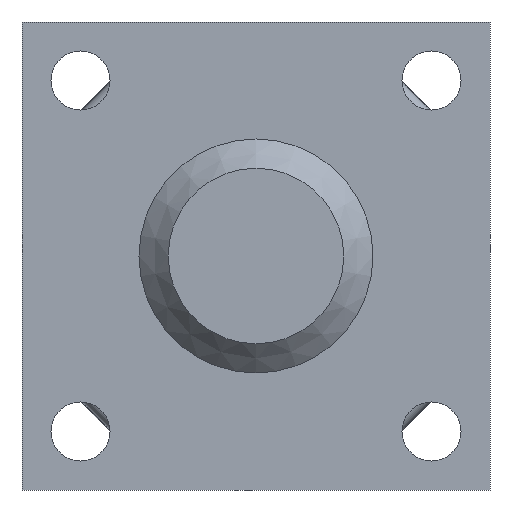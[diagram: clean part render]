
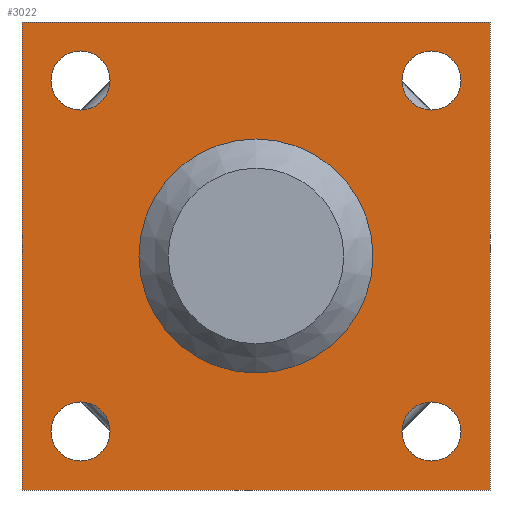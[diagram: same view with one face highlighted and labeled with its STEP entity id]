
A CAD part, left-side view. The second image highlights one B-rep face of the part: STEP entity #3022.
In plain terms, the highlighted planar face has unit normal (-1, 0, 0).
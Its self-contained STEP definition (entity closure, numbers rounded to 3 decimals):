
#42=FACE_BOUND('',#325,.T.);
#43=FACE_BOUND('',#326,.T.);
#44=FACE_BOUND('',#327,.T.);
#45=FACE_BOUND('',#328,.T.);
#46=FACE_BOUND('',#329,.T.);
#66=PLANE('',#3225);
#153=FACE_OUTER_BOUND('',#324,.T.);
#324=EDGE_LOOP('',(#1909,#1910,#1911,#1912));
#325=EDGE_LOOP('',(#1913));
#326=EDGE_LOOP('',(#1914));
#327=EDGE_LOOP('',(#1915));
#328=EDGE_LOOP('',(#1916));
#329=EDGE_LOOP('',(#1917));
#509=LINE('',#4782,#671);
#512=LINE('',#4787,#674);
#514=LINE('',#4791,#676);
#515=LINE('',#4793,#677);
#671=VECTOR('',#3712,10.);
#674=VECTOR('',#3717,10.);
#676=VECTOR('',#3721,10.);
#677=VECTOR('',#3724,10.);
#825=CIRCLE('',#3201,20.);
#836=CIRCLE('',#3214,5.053);
#837=CIRCLE('',#3216,5.053);
#838=CIRCLE('',#3218,5.053);
#839=CIRCLE('',#3220,5.053);
#1114=VERTEX_POINT('',#4730);
#1129=VERTEX_POINT('',#4763);
#1130=VERTEX_POINT('',#4767);
#1131=VERTEX_POINT('',#4771);
#1132=VERTEX_POINT('',#4775);
#1133=VERTEX_POINT('',#4779);
#1134=VERTEX_POINT('',#4781);
#1135=VERTEX_POINT('',#4785);
#1136=VERTEX_POINT('',#4789);
#1394=EDGE_CURVE('',#1114,#1114,#825,.T.);
#1410=EDGE_CURVE('',#1129,#1129,#836,.T.);
#1412=EDGE_CURVE('',#1130,#1130,#837,.T.);
#1414=EDGE_CURVE('',#1131,#1131,#838,.T.);
#1416=EDGE_CURVE('',#1132,#1132,#839,.T.);
#1418=EDGE_CURVE('',#1133,#1134,#509,.T.);
#1421=EDGE_CURVE('',#1135,#1133,#512,.T.);
#1423=EDGE_CURVE('',#1136,#1135,#514,.T.);
#1424=EDGE_CURVE('',#1134,#1136,#515,.T.);
#1909=ORIENTED_EDGE('',*,*,#1424,.F.);
#1910=ORIENTED_EDGE('',*,*,#1418,.F.);
#1911=ORIENTED_EDGE('',*,*,#1421,.F.);
#1912=ORIENTED_EDGE('',*,*,#1423,.F.);
#1913=ORIENTED_EDGE('',*,*,#1394,.T.);
#1914=ORIENTED_EDGE('',*,*,#1410,.T.);
#1915=ORIENTED_EDGE('',*,*,#1412,.T.);
#1916=ORIENTED_EDGE('',*,*,#1414,.T.);
#1917=ORIENTED_EDGE('',*,*,#1416,.T.);
#3022=ADVANCED_FACE('',(#153,#42,#43,#44,#45,#46),#66,.F.);
#3201=AXIS2_PLACEMENT_3D('',#4732,#3661,#3662);
#3214=AXIS2_PLACEMENT_3D('',#4765,#3692,#3693);
#3216=AXIS2_PLACEMENT_3D('',#4769,#3697,#3698);
#3218=AXIS2_PLACEMENT_3D('',#4773,#3702,#3703);
#3220=AXIS2_PLACEMENT_3D('',#4777,#3707,#3708);
#3225=AXIS2_PLACEMENT_3D('',#4794,#3725,#3726);
#3661=DIRECTION('center_axis',(1.,0.,0.));
#3662=DIRECTION('ref_axis',(0.,0.,
-1.));
#3692=DIRECTION('center_axis',(1.,0.,0.));
#3693=DIRECTION('ref_axis',(0.,0.,
1.));
#3697=DIRECTION('center_axis',(1.,0.,0.));
#3698=DIRECTION('ref_axis',(0.,0.,
1.));
#3702=DIRECTION('center_axis',(1.,0.,0.));
#3703=DIRECTION('ref_axis',(0.,0.,
1.));
#3707=DIRECTION('center_axis',(1.,0.,0.));
#3708=DIRECTION('ref_axis',(0.,0.,
1.));
#3712=DIRECTION('',(0.,1.,0.));
#3717=DIRECTION('',(0.,0.,-1.));
#3721=DIRECTION('',(0.,-1.,0.));
#3724=DIRECTION('',(0.,0.,1.));
#3725=DIRECTION('center_axis',(1.,0.,0.));
#3726=DIRECTION('ref_axis',(0.,0.,
1.));
#4730=CARTESIAN_POINT('',(-3.7,0.,20.));
#4732=CARTESIAN_POINT('Origin',(-3.7,0.,0.));
#4763=CARTESIAN_POINT('',(-3.7,30.,-35.053));
#4765=CARTESIAN_POINT('Origin',(-3.7,30.,-30.));
#4767=CARTESIAN_POINT('',(-3.7,30.,24.947));
#4769=CARTESIAN_POINT('Origin',(-3.7,30.,30.));
#4771=CARTESIAN_POINT('',(-3.7,-30.,24.947));
#4773=CARTESIAN_POINT('Origin',(-3.7,-30.,30.));
#4775=CARTESIAN_POINT('',(-3.7,-30.,-35.053));
#4777=CARTESIAN_POINT('Origin',(-3.7,-30.,-30.));
#4779=CARTESIAN_POINT('',(-3.7,-40.,-40.));
#4781=CARTESIAN_POINT('',(-3.7,40.,-40.));
#4782=CARTESIAN_POINT('',(-3.7,-40.,-40.));
#4785=CARTESIAN_POINT('',(-3.7,-40.,40.));
#4787=CARTESIAN_POINT('',(-3.7,-40.,40.));
#4789=CARTESIAN_POINT('',(-3.7,40.,40.));
#4791=CARTESIAN_POINT('',(-3.7,40.,40.));
#4793=CARTESIAN_POINT('',(-3.7,40.,-40.));
#4794=CARTESIAN_POINT('Origin',(-3.7,0.,0.));
